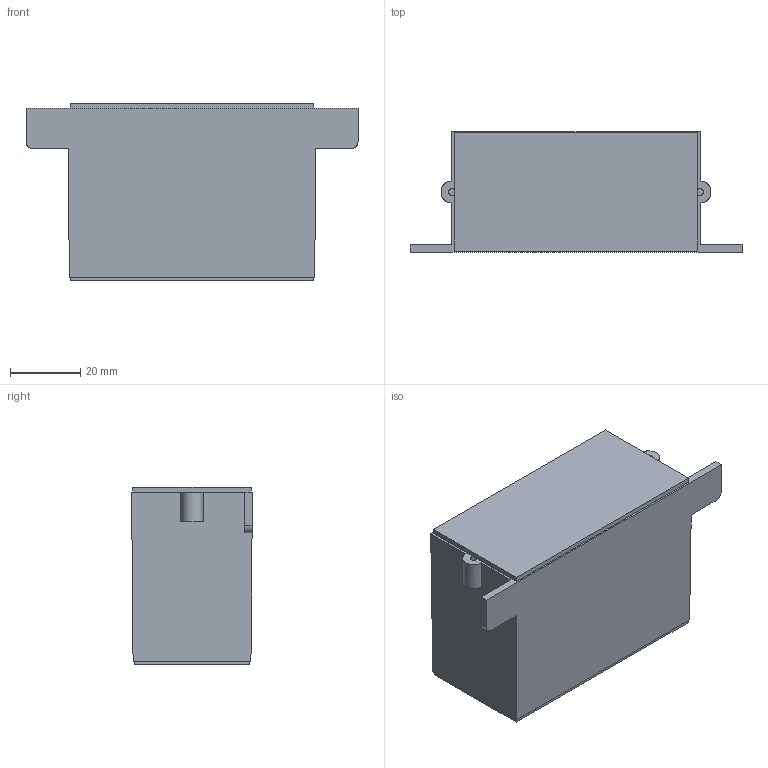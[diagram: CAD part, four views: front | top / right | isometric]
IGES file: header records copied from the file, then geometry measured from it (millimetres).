
Start section: SolidWorks IGES file using analytic representation for surfaces
Global section: file name: KM-34.IGS; native system: SolidWorks 2013; preprocessor: SolidWorks 2013; author: admin; date: 190807.131505; units: millimetre
Bounding box: 94.8 x 34.5 x 50.7 mm (x, y, z)
Surface area: 30426.8 mm2 (no closed solid volume)
Topology: 0 solids, 0 shells, 66 faces, 608 edges, 608 vertices
Faces by surface type: bspline 53, revolution 13
